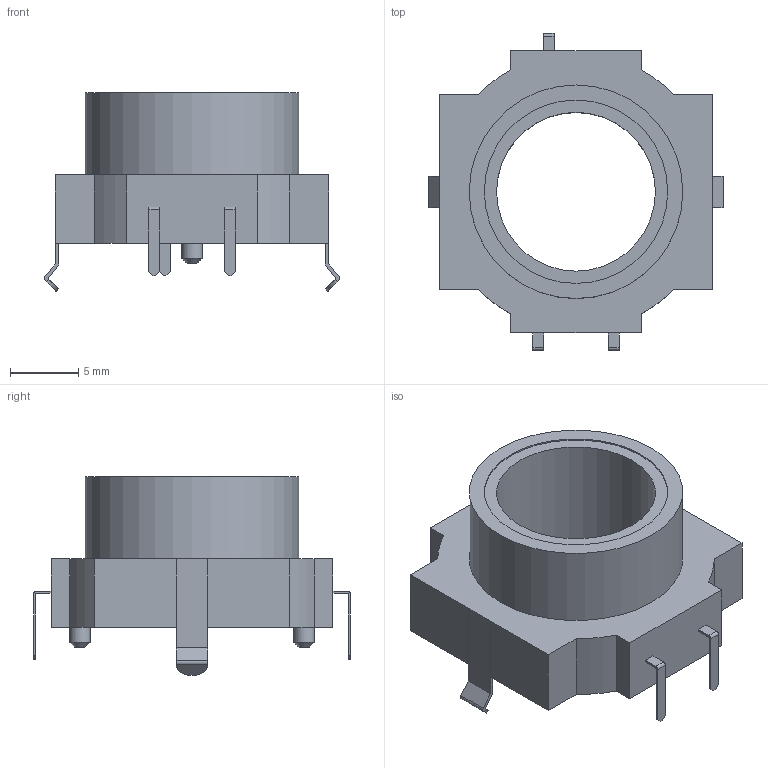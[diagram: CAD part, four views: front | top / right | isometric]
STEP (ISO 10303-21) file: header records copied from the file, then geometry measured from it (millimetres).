
FILE_DESCRIPTION(/* description */ ('STEP AP242','CAx-IF Rec.Pracs.---Representation and Presentation of Product Manufacturing Information (PMI)---4.0---2014-10-13','CAx-IF Rec.Pracs.---3D Tessellated Geometry---0.4---2014-09-14','2;1'),/* implementation_level */ '2;1');
FILE_NAME(/* name */ '66bc1ff6ae16e23fa62c100d',/* time_stamp */ '2024-08-14T03:09:42Z',/* author */ (''),/* organization */ (''),/* preprocessor_version */ 'ST-DEVELOPER v20',/* originating_system */ ' ',/* authorisation */ ' ');
FILE_SCHEMA (('AP242_MANAGED_MODEL_BASED_3D_ENGINEERING_MIM_LF { 1 0 10303 442 1 1 4 }'));
Length unit declared in the file: metre
Products named in the file (1): EVQ-V6B00909B
Bounding box: 21.57 x 23.15 x 14.5 mm (x, y, z)
Volume: 1767.3 mm3; surface area: 1661.3 mm2
Topology: 1 solids, 1 shells, 94 faces, 251 edges, 166 vertices
Faces by surface type: plane 71, cylinder 21, cone 2
Full cylindrical faces by diameter (mm): 1.5 x2, 11.6 x1, 13.4 x1, 15.6 x1
Entity records: 3344 total; most frequent: CARTESIAN_POINT 501, ORIENTED_EDGE 484, DIRECTION 476, EDGE_CURVE 242, LINE 198, VECTOR 198, VERTEX_POINT 164, AXIS2_PLACEMENT_3D 139
